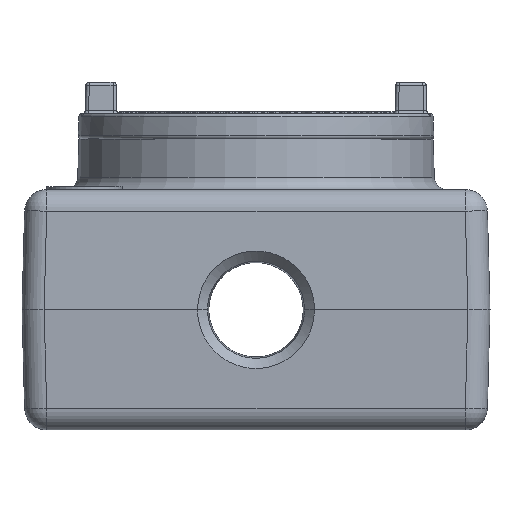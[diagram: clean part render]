
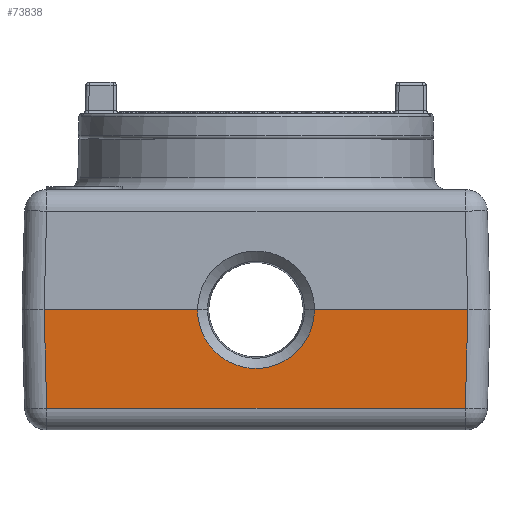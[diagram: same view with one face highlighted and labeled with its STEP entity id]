
A CAD part, front view. The second image highlights one B-rep face of the part: STEP entity #73838.
In plain terms, the highlighted planar face has unit normal (0, -1, -0.026).
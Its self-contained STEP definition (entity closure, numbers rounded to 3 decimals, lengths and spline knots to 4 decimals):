
#1949=B_SPLINE_CURVE_WITH_KNOTS('',3,(#100438,#100439,#100440,#100441,#100442,
#100443,#100444,#100445,#100446,#100447,#100448,#100449,#100450,#100451,
#100452,#100453,#100454,#100455,#100456,#100457,#100458,#100459),
 .UNSPECIFIED.,.F.,.F.,(4,2,2,2,2,2,2,2,2,2,4),(-3.8053,-3.4938,
-3.1821,-2.7139,-2.2929,-1.9027,
-1.5125,-1.0914,-0.6232,-0.3116,
0.),.UNSPECIFIED.);
#4824=FACE_OUTER_BOUND('',#9107,.T.);
#9107=EDGE_LOOP('',(#49307,#49308,#49309,#49310,#49311,#49312));
#14331=LINE('',#100430,#22407);
#14332=LINE('',#100432,#22408);
#14333=LINE('',#100434,#22409);
#14334=LINE('',#100436,#22410);
#14335=LINE('',#100460,#22411);
#22407=VECTOR('',#81985,1.);
#22408=VECTOR('',#81986,1.);
#22409=VECTOR('',#81987,1.);
#22410=VECTOR('',#81988,1.);
#22411=VECTOR('',#81989,1.);
#30667=VERTEX_POINT('',#100428);
#30668=VERTEX_POINT('',#100429);
#30669=VERTEX_POINT('',#100431);
#30670=VERTEX_POINT('',#100433);
#30671=VERTEX_POINT('',#100435);
#30672=VERTEX_POINT('',#100437);
#38070=EDGE_CURVE('',#30667,#30668,#14331,.T.);
#38071=EDGE_CURVE('',#30668,#30669,#14332,.T.);
#38072=EDGE_CURVE('',#30669,#30670,#14333,.T.);
#38073=EDGE_CURVE('',#30670,#30671,#14334,.T.);
#38074=EDGE_CURVE('',#30671,#30672,#1949,.T.);
#38075=EDGE_CURVE('',#30672,#30667,#14335,.T.);
#49307=ORIENTED_EDGE('',*,*,#38070,.T.);
#49308=ORIENTED_EDGE('',*,*,#38071,.T.);
#49309=ORIENTED_EDGE('',*,*,#38072,.T.);
#49310=ORIENTED_EDGE('',*,*,#38073,.T.);
#49311=ORIENTED_EDGE('',*,*,#38074,.T.);
#49312=ORIENTED_EDGE('',*,*,#38075,.T.);
#71190=PLANE('',#78165);
#73838=ADVANCED_FACE('',(#4824),#71190,.T.);
#78165=AXIS2_PLACEMENT_3D('',#100427,#81983,#81984);
#81983=DIRECTION('center_axis',(0.,-1.,-0.026));
#81984=DIRECTION('ref_axis',(0.,0.026,-1.));
#81985=DIRECTION('',(0.026,0.026,-0.999));
#81986=DIRECTION('',(1.,0.,0.));
#81987=DIRECTION('',(0.026,-0.026,0.999));
#81988=DIRECTION('',(-1.,0.,0.));
#81989=DIRECTION('',(-1.,0.,0.));
#100427=CARTESIAN_POINT('Origin',(4.625,0.,1.1875));
#100428=CARTESIAN_POINT('',(0.2187,0.,1.1875));
#100429=CARTESIAN_POINT('',(0.2442,0.0255,0.213));
#100430=CARTESIAN_POINT('',(0.2217,0.003,1.0723));
#100431=CARTESIAN_POINT('',(4.3808,0.0255,0.213));
#100432=CARTESIAN_POINT('',(4.625,0.0255,0.213));
#100433=CARTESIAN_POINT('',(4.4063,0.,1.1875));
#100434=CARTESIAN_POINT('',(4.4065,-0.0001,1.1932));
#100435=CARTESIAN_POINT('',(2.8906,0.,1.1875));
#100436=CARTESIAN_POINT('',(4.625,0.,1.1875));
#100437=CARTESIAN_POINT('',(1.7344,0.,1.1875));
#100438=CARTESIAN_POINT('Ctrl Pts',(2.8906,0.,
1.1875));
#100439=CARTESIAN_POINT('Ctrl Pts',(2.8906,0.0011,
1.1466));
#100440=CARTESIAN_POINT('Ctrl Pts',(2.8863,0.0021,
1.1058));
#100441=CARTESIAN_POINT('Ctrl Pts',(2.8692,0.0042,
1.0258));
#100442=CARTESIAN_POINT('Ctrl Pts',(2.8565,0.0053,
0.9867));
#100443=CARTESIAN_POINT('Ctrl Pts',(2.8149,0.0077,
0.8932));
#100444=CARTESIAN_POINT('Ctrl Pts',(2.7763,0.0094,
0.8292));
#100445=CARTESIAN_POINT('Ctrl Pts',(2.6592,0.0123,
0.7165));
#100446=CARTESIAN_POINT('Ctrl Pts',(2.593,0.0134,
0.6746));
#100447=CARTESIAN_POINT('Ctrl Pts',(2.4548,0.0148,
0.6208));
#100448=CARTESIAN_POINT('Ctrl Pts',(2.3838,0.0152,
0.6069));
#100449=CARTESIAN_POINT('Ctrl Pts',(2.2412,0.0152,
0.6069));
#100450=CARTESIAN_POINT('Ctrl Pts',(2.1702,0.0148,
0.6208));
#100451=CARTESIAN_POINT('Ctrl Pts',(2.032,0.0134,
0.6746));
#100452=CARTESIAN_POINT('Ctrl Pts',(1.9658,0.0123,
0.7165));
#100453=CARTESIAN_POINT('Ctrl Pts',(1.8487,0.0094,
0.8292));
#100454=CARTESIAN_POINT('Ctrl Pts',(1.8101,0.0077,
0.8932));
#100455=CARTESIAN_POINT('Ctrl Pts',(1.7685,0.0053,
0.9867));
#100456=CARTESIAN_POINT('Ctrl Pts',(1.7558,0.0042,
1.0258));
#100457=CARTESIAN_POINT('Ctrl Pts',(1.7387,0.0021,
1.1058));
#100458=CARTESIAN_POINT('Ctrl Pts',(1.7344,0.0011,
1.1466));
#100459=CARTESIAN_POINT('Ctrl Pts',(1.7344,0.,
1.1875));
#100460=CARTESIAN_POINT('',(4.625,0.,1.1875));
